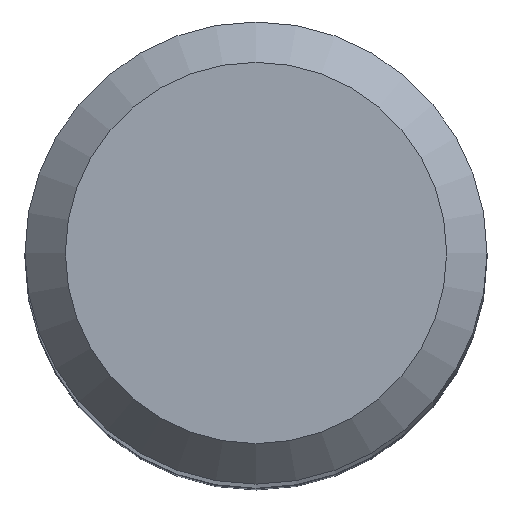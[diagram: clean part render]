
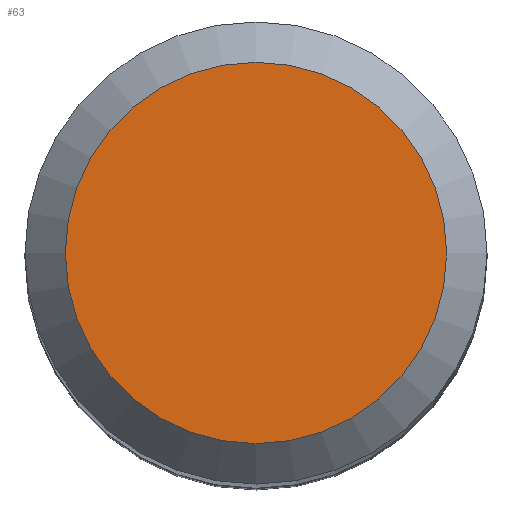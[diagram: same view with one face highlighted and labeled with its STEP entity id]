
A CAD part, top view. The second image highlights one B-rep face of the part: STEP entity #63.
In plain terms, the highlighted planar face has unit normal (0, 0, 1).
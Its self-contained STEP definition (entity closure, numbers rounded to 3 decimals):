
#55=PLANE('',#181);
#58=FACE_OUTER_BOUND('',#88,.T.);
#63=ADVANCED_FACE('',(#58),#55,.T.);
#88=EDGE_LOOP('',(#104));
#104=ORIENTED_EDGE('',*,*,#126,.F.);
#118=VERTEX_POINT('',#256);
#126=EDGE_CURVE('',#118,#118,#134,.T.);
#134=CIRCLE('',#178,3.3);
#178=AXIS2_PLACEMENT_3D('',#255,#203,#204);
#181=AXIS2_PLACEMENT_3D('',#260,#209,#210);
#203=DIRECTION('',(0.,0.,-1.));
#204=DIRECTION('',(-1.,0.,0.));
#209=DIRECTION('',(0.,0.,1.));
#210=DIRECTION('',(1.,0.,0.));
#255=CARTESIAN_POINT('',(0.,0.,0.));
#256=CARTESIAN_POINT('',(-3.3,0.,0.));
#260=CARTESIAN_POINT('',(3.3,0.,0.));
